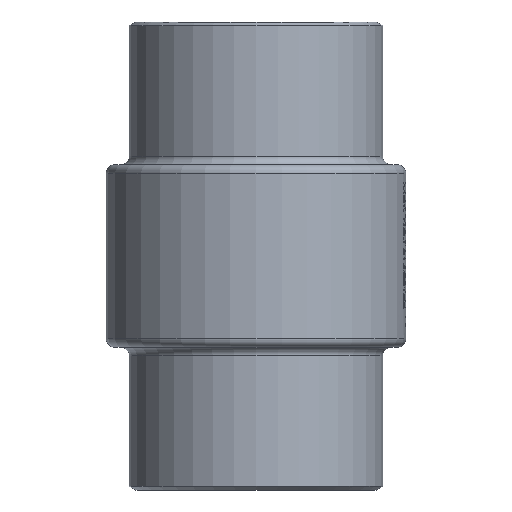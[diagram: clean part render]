
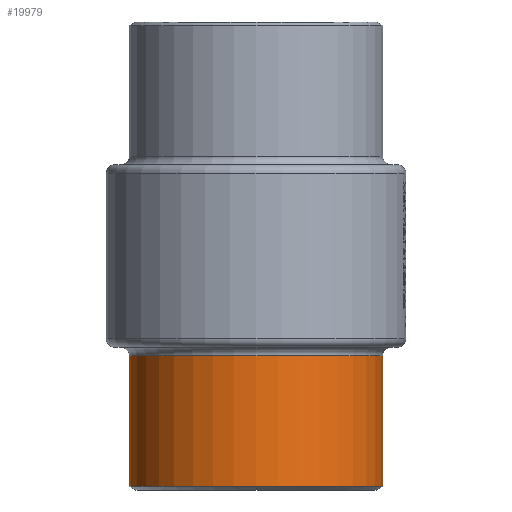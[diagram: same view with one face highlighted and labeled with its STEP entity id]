
A CAD part, front view. The second image highlights one B-rep face of the part: STEP entity #19979.
In plain terms, the highlighted cylindrical face has radius 44.45 mm (diameter 88.9 mm), a partial arc.
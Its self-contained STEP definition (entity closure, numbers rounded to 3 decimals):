
#1237 = FACE_OUTER_BOUND ( 'NONE', #7072, .T. ) ;
#1653 = DIRECTION ( 'NONE',  ( 0., 0., 1. ) ) ;
#2130 = LINE ( 'NONE', #25043, #12823 ) ;
#3511 = CARTESIAN_POINT ( 'NONE',  ( -44.45, 0., -162.73 ) ) ;
#5432 = CIRCLE ( 'NONE', #23994, 44.45 ) ;
#5696 = DIRECTION ( 'NONE',  ( 0., 0., -1. ) ) ;
#6391 = CIRCLE ( 'NONE', #7338, 44.45 ) ;
#6698 = CARTESIAN_POINT ( 'NONE',  ( 0., 0., -117. ) ) ;
#7072 = EDGE_LOOP ( 'NONE', ( #8748, #27945, #14390, #24343 ) ) ;
#7076 = VECTOR ( 'NONE', #26848, 1000. ) ;
#7294 = DIRECTION ( 'NONE',  ( 0., 0., -1. ) ) ;
#7338 = AXIS2_PLACEMENT_3D ( 'NONE', #6698, #7294, #13993 ) ;
#7426 = VERTEX_POINT ( 'NONE', #17987 ) ;
#8748 = ORIENTED_EDGE ( 'NONE', *, *, #12736, .T. ) ;
#9519 = CARTESIAN_POINT ( 'NONE',  ( 44.45, 0., -162.73 ) ) ;
#12608 = VERTEX_POINT ( 'NONE', #17154 ) ;
#12719 = CYLINDRICAL_SURFACE ( 'NONE', #21556, 44.45 ) ;
#12736 = EDGE_CURVE ( 'NONE', #7426, #12608, #6391, .T. ) ;
#12823 = VECTOR ( 'NONE', #27424, 1000. ) ;
#13389 = VERTEX_POINT ( 'NONE', #3511 ) ;
#13993 = DIRECTION ( 'NONE',  ( 1., 0., 0. ) ) ;
#14390 = ORIENTED_EDGE ( 'NONE', *, *, #16677, .T. ) ;
#16677 = EDGE_CURVE ( 'NONE', #13389, #20448, #5432, .T. ) ;
#17154 = CARTESIAN_POINT ( 'NONE',  ( -44.45, 0., -117. ) ) ;
#17987 = CARTESIAN_POINT ( 'NONE',  ( 44.45, 0., -117. ) ) ;
#19810 = DIRECTION ( 'NONE',  ( 1., 0., 0. ) ) ;
#19979 = ADVANCED_FACE ( 'NONE', ( #1237 ), #12719, .T. ) ;
#20156 = CARTESIAN_POINT ( 'NONE',  ( 44.45, 0., -164. ) ) ;
#20448 = VERTEX_POINT ( 'NONE', #9519 ) ;
#21556 = AXIS2_PLACEMENT_3D ( 'NONE', #24311, #5696, #26244 ) ;
#22610 = CARTESIAN_POINT ( 'NONE',  ( 0., 0., -162.73 ) ) ;
#23994 = AXIS2_PLACEMENT_3D ( 'NONE', #22610, #1653, #19810 ) ;
#24192 = LINE ( 'NONE', #20156, #7076 ) ;
#24311 = CARTESIAN_POINT ( 'NONE',  ( 0., 0., -164. ) ) ;
#24343 = ORIENTED_EDGE ( 'NONE', *, *, #24939, .F. ) ;
#24939 = EDGE_CURVE ( 'NONE', #7426, #20448, #24192, .T. ) ;
#25016 = EDGE_CURVE ( 'NONE', #12608, #13389, #2130, .T. ) ;
#25043 = CARTESIAN_POINT ( 'NONE',  ( -44.45, 0., -164. ) ) ;
#26244 = DIRECTION ( 'NONE',  ( 1., 0., 0. ) ) ;
#26848 = DIRECTION ( 'NONE',  ( 0., 0., -1. ) ) ;
#27424 = DIRECTION ( 'NONE',  ( 0., 0., -1. ) ) ;
#27945 = ORIENTED_EDGE ( 'NONE', *, *, #25016, .T. ) ;
